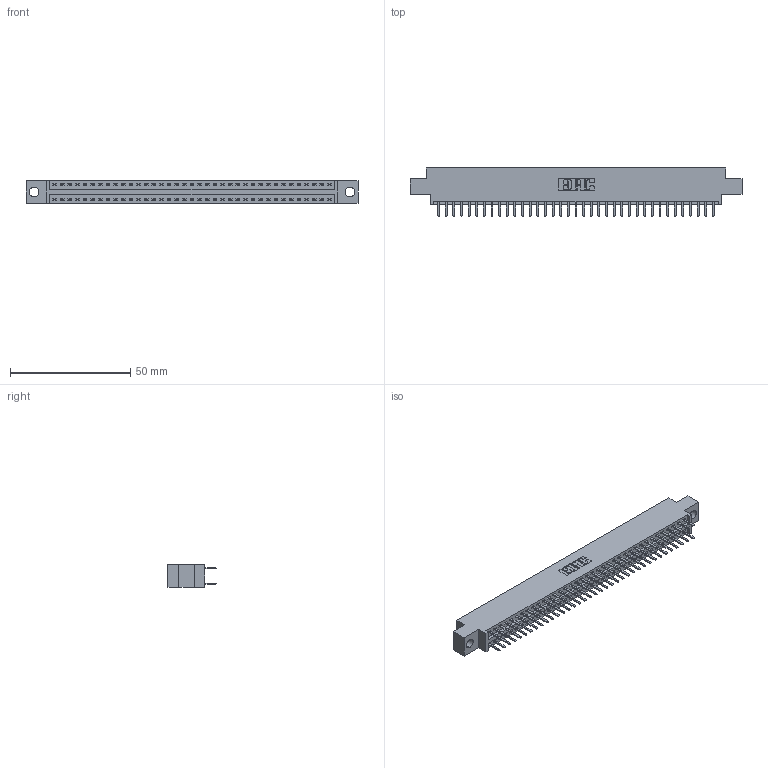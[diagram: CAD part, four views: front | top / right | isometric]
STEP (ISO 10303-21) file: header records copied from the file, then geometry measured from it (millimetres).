
FILE_DESCRIPTION (( 'STEP AP203' ), '1' );
FILE_NAME ('346-074-520-804.STEP', '2018-08-29T01:56:58', ( '' ), ( '' ), 'SwSTEP 2.0', 'SolidWorks 2016', '' );
FILE_SCHEMA (( 'CONFIG_CONTROL_DESIGN' ));
Length unit declared in the file: inch
Products named in the file (3): 346 Part_0.170 Offset - 0.156 Dia-TH; 345-292-001_345-293-120; 346-074-520-804
Assembly tree (75 placements, depth 2):
  346-074-520-804
    346 Part_0.170 Offset - 0.156 Dia-TH
    345-292-001_345-293-120  x74
Bounding box: 138.05 x 20.02 x 9.4 mm (x, y, z)
Volume: 13147.7 mm3; surface area: 17910.5 mm2
Topology: 75 solids, 75 shells, 4270 faces, 12403 edges, 8070 vertices
Faces by surface type: plane 2818, cylinder 1452
Entity records: 25069 total; most frequent: CARTESIAN_POINT 4152, ORIENTED_EDGE 4074, DIRECTION 3697, EDGE_CURVE 2037, LINE 1753, VECTOR 1753, VERTEX_POINT 1354, AXIS2_PLACEMENT_3D 972
